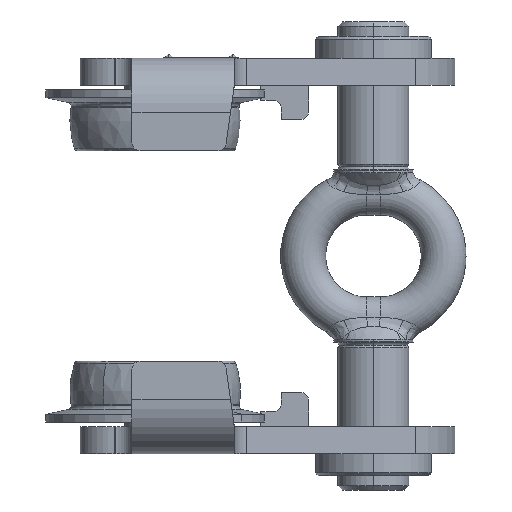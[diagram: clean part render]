
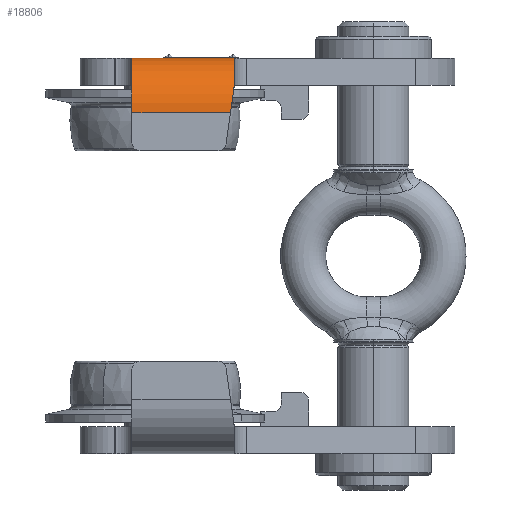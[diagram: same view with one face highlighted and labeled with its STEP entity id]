
A CAD part, left-side view. The second image highlights one B-rep face of the part: STEP entity #18806.
In plain terms, the highlighted cylindrical face has radius 40 mm (diameter 80 mm), a partial arc.
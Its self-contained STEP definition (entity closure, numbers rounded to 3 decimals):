
#18243 = VERTEX_POINT ( 'NONE', #29089 ) ;
#18412 = ORIENTED_EDGE ( 'NONE', *, *, #18413, .T. ) ;
#18413 = EDGE_CURVE ( 'NONE', #18849, #18815, #32386, .T. ) ;
#18414 = ORIENTED_EDGE ( 'NONE', *, *, #18415, .F. ) ;
#18415 = EDGE_CURVE ( 'NONE', #18811, #18815, #32358, .T. ) ;
#18806 = ADVANCED_FACE ( 'NONE', ( #32560 ), #32559, .T. ) ;
#18807 = EDGE_LOOP ( 'NONE', ( #18808, #18812, #18814, #18412, #18414 ) ) ;
#18808 = ORIENTED_EDGE ( 'NONE', *, *, #18809, .F. ) ;
#18809 = EDGE_CURVE ( 'NONE', #18810, #18811, #32552, .T. ) ;
#18810 = VERTEX_POINT ( 'NONE', #32554 ) ;
#18811 = VERTEX_POINT ( 'NONE', #32553 ) ;
#18812 = ORIENTED_EDGE ( 'NONE', *, *, #18813, .T. ) ;
#18813 = EDGE_CURVE ( 'NONE', #18810, #18243, #29604, .T. ) ;
#18814 = ORIENTED_EDGE ( 'NONE', *, *, #19015, .T. ) ;
#18815 = VERTEX_POINT ( 'NONE', #29599 ) ;
#18849 = VERTEX_POINT ( 'NONE', #29478 ) ;
#19015 = EDGE_CURVE ( 'NONE', #18243, #18849, #29858, .T. ) ;
#29089 = CARTESIAN_POINT ( 'NONE',  ( 20., -113., 222. ) ) ;
#29478 = CARTESIAN_POINT ( 'NONE',  ( 20., -38., 222. ) ) ;
#29599 = CARTESIAN_POINT ( 'NONE',  ( -20., -38., 182. ) ) ;
#29600 = DIRECTION ( 'NONE',  ( 1., 0., 0. ) ) ;
#29601 = DIRECTION ( 'NONE',  ( 0., 1., 0. ) ) ;
#29602 = CARTESIAN_POINT ( 'NONE',  ( 20., -113., 182. ) ) ;
#29603 = AXIS2_PLACEMENT_3D ( 'NONE', #29602, #29601, #29600 ) ;
#29604 = CIRCLE ( 'NONE', #29603, 40. ) ;
#29855 = DIRECTION ( 'NONE',  ( 0., 1., 0. ) ) ;
#29856 = VECTOR ( 'NONE', #29855, 1000. ) ;
#29857 = CARTESIAN_POINT ( 'NONE',  ( 20., -275., 222. ) ) ;
#29858 = LINE ( 'NONE', #29857, #29856 ) ;
#32355 = DIRECTION ( 'NONE',  ( 0., -1., 0. ) ) ;
#32356 = CARTESIAN_POINT ( 'NONE',  ( 20., -38., 182. ) ) ;
#32357 = AXIS2_PLACEMENT_3D ( 'NONE', #32356, #32355, #32498 ) ;
#32358 = LINE ( 'NONE', #32497, #32496 ) ;
#32386 = CIRCLE ( 'NONE', #32357, 40. ) ;
#32495 = DIRECTION ( 'NONE',  ( 0., 1., 0. ) ) ;
#32496 = VECTOR ( 'NONE', #32495, 1000. ) ;
#32497 = CARTESIAN_POINT ( 'NONE',  ( -20., -275., 182. ) ) ;
#32498 = DIRECTION ( 'NONE',  ( -1., 0., 0. ) ) ;
#32548 = CARTESIAN_POINT ( 'NONE',  ( -20., -110.189, 182. ) ) ;
#32549 = CARTESIAN_POINT ( 'NONE',  ( -20., -111.182, 189.062 ) ) ;
#32550 = CARTESIAN_POINT ( 'NONE',  ( -18.172, -112.14, 195.884 ) ) ;
#32551 = CARTESIAN_POINT ( 'NONE',  ( -14.641, -113., 202. ) ) ;
#32552 =( BOUNDED_CURVE ( )  B_SPLINE_CURVE ( 3, ( #32551, #32550, #32549, #32548 ),
 .UNSPECIFIED., .F., .T. ) 
 B_SPLINE_CURVE_WITH_KNOTS ( ( 4, 4 ),
 ( 4.189, 4.712 ),
 .UNSPECIFIED. ) 
 CURVE ( )  GEOMETRIC_REPRESENTATION_ITEM ( )  RATIONAL_B_SPLINE_CURVE ( ( 1., 0.977, 0.977, 1. ) ) 
 REPRESENTATION_ITEM ( '' )  );
#32553 = CARTESIAN_POINT ( 'NONE',  ( -20., -110.189, 182. ) ) ;
#32554 = CARTESIAN_POINT ( 'NONE',  ( -14.641, -113., 202. ) ) ;
#32555 = DIRECTION ( 'NONE',  ( -1., 0., 0. ) ) ;
#32556 = DIRECTION ( 'NONE',  ( 0., 1., 0. ) ) ;
#32557 = CARTESIAN_POINT ( 'NONE',  ( 20., -275., 182. ) ) ;
#32558 = AXIS2_PLACEMENT_3D ( 'NONE', #32557, #32556, #32555 ) ;
#32559 = CYLINDRICAL_SURFACE ( 'NONE', #32558, 40. ) ;
#32560 = FACE_OUTER_BOUND ( 'NONE', #18807, .T. ) ;
